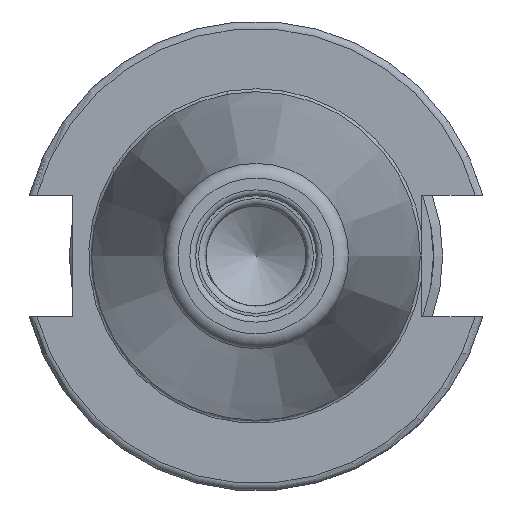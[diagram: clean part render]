
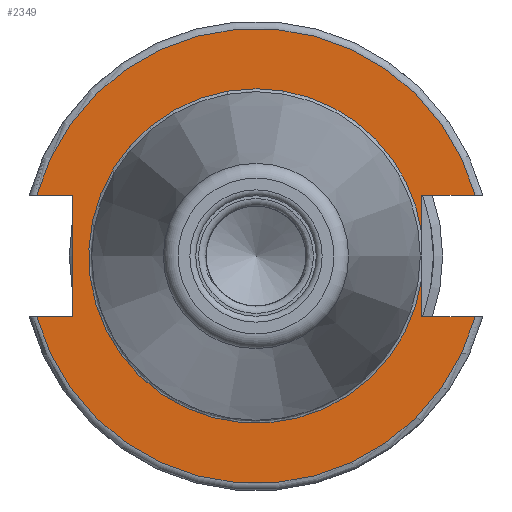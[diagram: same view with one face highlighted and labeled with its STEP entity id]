
A CAD part, left-side view. The second image highlights one B-rep face of the part: STEP entity #2349.
In plain terms, the highlighted planar face has unit normal (-1, 0, 0).
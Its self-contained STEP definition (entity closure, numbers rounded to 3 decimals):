
#133=PLANE('',#2596);
#259=FACE_OUTER_BOUND('',#410,.T.);
#410=EDGE_LOOP('',(#2119,#2120,#2121,#2122,#2123,#2124,#2125,#2126,#2127,
#2128,#2129));
#491=CIRCLE('',#2552,30.775);
#494=CIRCLE('',#2556,22.625);
#495=CIRCLE('',#2557,22.625);
#518=CIRCLE('',#2597,30.775);
#634=LINE('',#5005,#773);
#641=LINE('',#5105,#780);
#644=LINE('',#5110,#783);
#648=LINE('',#5130,#787);
#652=LINE('',#5176,#791);
#653=LINE('',#5188,#792);
#659=LINE('',#5248,#798);
#773=VECTOR('',#3030,10.);
#780=VECTOR('',#3039,10.);
#783=VECTOR('',#3044,10.);
#787=VECTOR('',#3050,10.);
#791=VECTOR('',#3056,10.);
#792=VECTOR('',#3057,10.);
#798=VECTOR('',#3065,10.);
#1059=VERTEX_POINT('',#5002);
#1060=VERTEX_POINT('',#5004);
#1077=VERTEX_POINT('',#5093);
#1078=VERTEX_POINT('',#5104);
#1083=VERTEX_POINT('',#5127);
#1084=VERTEX_POINT('',#5129);
#1092=VERTEX_POINT('',#5174);
#1093=VERTEX_POINT('',#5175);
#1094=VERTEX_POINT('',#5177);
#1105=VERTEX_POINT('',#5237);
#1108=VERTEX_POINT('',#5275);
#1363=EDGE_CURVE('',#1060,#1059,#634,.T.);
#1381=EDGE_CURVE('',#1078,#1077,#641,.T.);
#1384=EDGE_CURVE('',#1059,#1078,#644,.T.);
#1389=EDGE_CURVE('',#1084,#1083,#648,.T.);
#1398=EDGE_CURVE('',#1092,#1093,#652,.T.);
#1400=EDGE_CURVE('',#1083,#1094,#653,.T.);
#1412=EDGE_CURVE('',#1093,#1105,#659,.T.);
#1424=EDGE_CURVE('',#1060,#1105,#491,.T.);
#1427=EDGE_CURVE('',#1094,#1108,#494,.T.);
#1428=EDGE_CURVE('',#1108,#1092,#495,.T.);
#1463=EDGE_CURVE('',#1084,#1077,#518,.T.);
#2119=ORIENTED_EDGE('',*,*,#1381,.T.);
#2120=ORIENTED_EDGE('',*,*,#1463,.F.);
#2121=ORIENTED_EDGE('',*,*,#1389,.T.);
#2122=ORIENTED_EDGE('',*,*,#1400,.T.);
#2123=ORIENTED_EDGE('',*,*,#1427,.T.);
#2124=ORIENTED_EDGE('',*,*,#1428,.T.);
#2125=ORIENTED_EDGE('',*,*,#1398,.T.);
#2126=ORIENTED_EDGE('',*,*,#1412,.T.);
#2127=ORIENTED_EDGE('',*,*,#1424,.F.);
#2128=ORIENTED_EDGE('',*,*,#1363,.T.);
#2129=ORIENTED_EDGE('',*,*,#1384,.T.);
#2349=ADVANCED_FACE('',(#259),#133,.T.);
#2552=AXIS2_PLACEMENT_3D('',#5270,#3107,#3108);
#2556=AXIS2_PLACEMENT_3D('',#5277,#3115,#3116);
#2557=AXIS2_PLACEMENT_3D('',#5278,#3117,#3118);
#2596=AXIS2_PLACEMENT_3D('',#6916,#3199,#3200);
#2597=AXIS2_PLACEMENT_3D('',#6917,#3201,#3202);
#3030=DIRECTION('',(0.,-1.,0.));
#3039=DIRECTION('',(0.,1.,0.));
#3044=DIRECTION('',(0.,0.,-1.));
#3050=DIRECTION('',(0.,1.,0.));
#3056=DIRECTION('',(0.,0.,1.));
#3057=DIRECTION('',(0.,0.,1.));
#3065=DIRECTION('',(0.,-1.,0.));
#3107=DIRECTION('center_axis',(1.,0.,0.));
#3108=DIRECTION('ref_axis',(0.,0.,-1.));
#3115=DIRECTION('center_axis',(1.,0.,0.));
#3116=DIRECTION('ref_axis',(0.,0.,-1.));
#3117=DIRECTION('center_axis',(1.,0.,0.));
#3118=DIRECTION('ref_axis',(0.,0.,-1.));
#3199=DIRECTION('center_axis',(-1.,0.,0.));
#3200=DIRECTION('ref_axis',(0.,0.,1.));
#3201=DIRECTION('center_axis',(1.,0.,0.));
#3202=DIRECTION('ref_axis',(0.,0.,-1.));
#5002=CARTESIAN_POINT('',(3.18,24.8,8.19));
#5004=CARTESIAN_POINT('',(3.18,29.665,8.19));
#5005=CARTESIAN_POINT('',(3.18,27.788,8.19));
#5093=CARTESIAN_POINT('',(3.18,29.665,-8.19));
#5104=CARTESIAN_POINT('',(3.18,24.8,-8.19));
#5105=CARTESIAN_POINT('',(3.18,40.288,-8.19));
#5110=CARTESIAN_POINT('',(3.18,24.8,-4.095));
#5127=CARTESIAN_POINT('',(3.18,-22.41,-8.19));
#5129=CARTESIAN_POINT('',(3.18,-29.665,-8.19));
#5130=CARTESIAN_POINT('',(3.18,4.183,-8.19));
#5174=CARTESIAN_POINT('',(3.18,-22.41,3.112));
#5175=CARTESIAN_POINT('',(3.18,-22.41,8.19));
#5176=CARTESIAN_POINT('',(3.18,-22.41,4.095));
#5177=CARTESIAN_POINT('',(3.18,-22.41,-3.112));
#5188=CARTESIAN_POINT('',(3.18,-22.41,4.095));
#5237=CARTESIAN_POINT('',(3.18,-29.665,8.19));
#5248=CARTESIAN_POINT('',(3.18,-8.318,8.19));
#5270=CARTESIAN_POINT('Origin',(3.18,0.,
0.));
#5275=CARTESIAN_POINT('',(3.18,0.,22.625));
#5277=CARTESIAN_POINT('Origin',(3.18,0.,0.));
#5278=CARTESIAN_POINT('Origin',(3.18,0.,0.));
#6916=CARTESIAN_POINT('Origin',(3.18,30.775,0.));
#6917=CARTESIAN_POINT('Origin',(3.18,0.,
0.));
